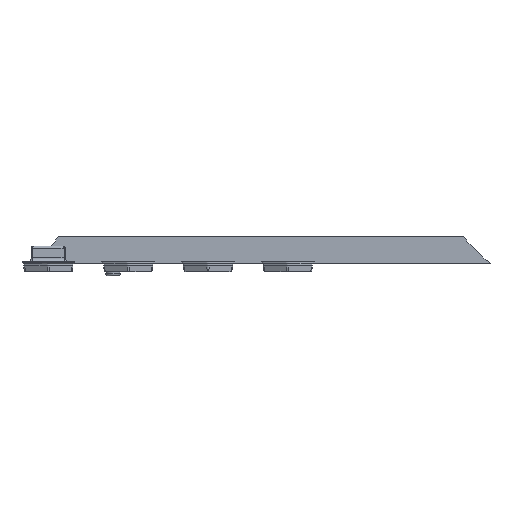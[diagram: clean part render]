
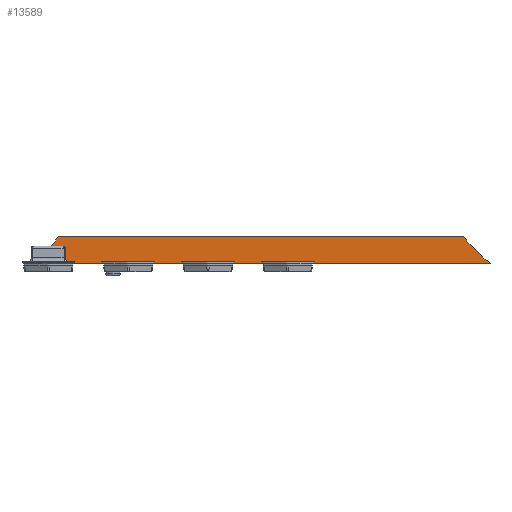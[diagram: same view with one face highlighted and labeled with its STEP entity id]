
A CAD part, front view. The second image highlights one B-rep face of the part: STEP entity #13589.
In plain terms, the highlighted planar face has unit normal (0, -1, 0).
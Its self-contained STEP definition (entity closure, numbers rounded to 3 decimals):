
#877=CIRCLE('',#14429,0.1);
#879=CIRCLE('',#14432,0.1);
#1402=FACE_OUTER_BOUND('',#2253,.T.);
#2253=EDGE_LOOP('',(#9236,#9237,#9238,#9239,#9240,#9241,#9242,#9243,#9244,
#9245,#9246,#9247,#9248,#9249));
#3104=LINE('',#18838,#4373);
#3111=LINE('',#18859,#4380);
#3113=LINE('',#18864,#4382);
#3128=LINE('',#18906,#4397);
#3143=LINE('',#18941,#4412);
#3158=LINE('',#18969,#4427);
#3217=LINE('',#19190,#4486);
#3218=LINE('',#19192,#4487);
#3219=LINE('',#19194,#4488);
#3220=LINE('',#19195,#4489);
#3221=LINE('',#19197,#4490);
#3222=LINE('',#19198,#4491);
#4373=VECTOR('',#15476,10.);
#4380=VECTOR('',#15497,10.);
#4382=VECTOR('',#15501,10.);
#4397=VECTOR('',#15540,10.);
#4412=VECTOR('',#15571,10.);
#4427=VECTOR('',#15594,10.);
#4486=VECTOR('',#15761,10.);
#4487=VECTOR('',#15762,10.);
#4488=VECTOR('',#15763,10.);
#4489=VECTOR('',#15764,10.);
#4490=VECTOR('',#15765,10.);
#4491=VECTOR('',#15766,10.);
#5642=VERTEX_POINT('',#18835);
#5643=VERTEX_POINT('',#18837);
#5645=VERTEX_POINT('',#18843);
#5648=VERTEX_POINT('',#18851);
#5649=VERTEX_POINT('',#18855);
#5652=VERTEX_POINT('',#18862);
#5667=VERTEX_POINT('',#18905);
#5678=VERTEX_POINT('',#18938);
#5679=VERTEX_POINT('',#18940);
#5688=VERTEX_POINT('',#18967);
#5796=VERTEX_POINT('',#19189);
#5797=VERTEX_POINT('',#19191);
#5798=VERTEX_POINT('',#19193);
#5799=VERTEX_POINT('',#19196);
#6918=EDGE_CURVE('',#5642,#5643,#3104,.T.);
#6923=EDGE_CURVE('',#5643,#5645,#877,.T.);
#6926=EDGE_CURVE('',#5648,#5642,#879,.T.);
#6929=EDGE_CURVE('',#5645,#5649,#3111,.T.);
#6931=EDGE_CURVE('',#5652,#5648,#3113,.T.);
#6952=EDGE_CURVE('',#5667,#5649,#3128,.T.);
#6969=EDGE_CURVE('',#5678,#5679,#3143,.T.);
#6984=EDGE_CURVE('',#5678,#5688,#3158,.T.);
#7094=EDGE_CURVE('',#5652,#5796,#3217,.T.);
#7095=EDGE_CURVE('',#5796,#5797,#3218,.T.);
#7096=EDGE_CURVE('',#5797,#5798,#3219,.T.);
#7097=EDGE_CURVE('',#5798,#5679,#3220,.T.);
#7098=EDGE_CURVE('',#5688,#5799,#3221,.T.);
#7099=EDGE_CURVE('',#5799,#5667,#3222,.T.);
#9236=ORIENTED_EDGE('',*,*,#6931,.F.);
#9237=ORIENTED_EDGE('',*,*,#7094,.T.);
#9238=ORIENTED_EDGE('',*,*,#7095,.T.);
#9239=ORIENTED_EDGE('',*,*,#7096,.T.);
#9240=ORIENTED_EDGE('',*,*,#7097,.T.);
#9241=ORIENTED_EDGE('',*,*,#6969,.F.);
#9242=ORIENTED_EDGE('',*,*,#6984,.T.);
#9243=ORIENTED_EDGE('',*,*,#7098,.T.);
#9244=ORIENTED_EDGE('',*,*,#7099,.T.);
#9245=ORIENTED_EDGE('',*,*,#6952,.T.);
#9246=ORIENTED_EDGE('',*,*,#6929,.F.);
#9247=ORIENTED_EDGE('',*,*,#6923,.F.);
#9248=ORIENTED_EDGE('',*,*,#6918,.F.);
#9249=ORIENTED_EDGE('',*,*,#6926,.F.);
#13228=PLANE('',#14512);
#13589=ADVANCED_FACE('',(#1402),#13228,.T.);
#14429=AXIS2_PLACEMENT_3D('',#18847,#15484,#15485);
#14432=AXIS2_PLACEMENT_3D('',#18853,#15491,#15492);
#14512=AXIS2_PLACEMENT_3D('',#19188,#15759,#15760);
#15476=DIRECTION('',(-1.,0.,0.));
#15484=DIRECTION('center_axis',(0.,1.,0.));
#15485=DIRECTION('ref_axis',(-0.924,0.,-0.383));
#15491=DIRECTION('center_axis',(0.,1.,0.));
#15492=DIRECTION('ref_axis',(0.924,0.,-0.383));
#15497=DIRECTION('',(0.707,0.,0.707));
#15501=DIRECTION('',(0.707,0.,-0.707));
#15540=DIRECTION('',(-0.823,0.,-0.568));
#15571=DIRECTION('',(1.,0.,0.));
#15594=DIRECTION('',(-0.707,0.,-0.707));
#15759=DIRECTION('center_axis',(0.,-1.,0.));
#15760=DIRECTION('ref_axis',(1.,0.,0.));
#15761=DIRECTION('',(-0.823,0.,0.568));
#15762=DIRECTION('',(-0.707,0.,0.707));
#15763=DIRECTION('',(0.,0.,1.));
#15764=DIRECTION('',(-0.707,0.,0.707));
#15765=DIRECTION('',(0.,0.,-1.));
#15766=DIRECTION('',(-0.707,0.,-0.707));
#18835=CARTESIAN_POINT('',(229.276,0.,0.2));
#18837=CARTESIAN_POINT('',(0.724,0.,0.2));
#18838=CARTESIAN_POINT('',(57.5,0.,0.2));
#18843=CARTESIAN_POINT('',(0.654,0.,0.371));
#18847=CARTESIAN_POINT('Origin',(0.724,0.,0.3));
#18851=CARTESIAN_POINT('',(229.346,0.,0.371));
#18853=CARTESIAN_POINT('Origin',(229.276,0.,0.3));
#18855=CARTESIAN_POINT('',(2.628,0.,2.345));
#18859=CARTESIAN_POINT('',(0.141,0.,-0.141));
#18862=CARTESIAN_POINT('',(227.372,0.,2.345));
#18864=CARTESIAN_POINT('',(171.501,0.,58.216));
#18905=CARTESIAN_POINT('',(3.54,0.,2.975));
#18906=CARTESIAN_POINT('',(0.734,0.,1.038));
#18938=CARTESIAN_POINT('',(13.6,0.,13.6));
#18940=CARTESIAN_POINT('',(216.4,0.,13.6));
#18941=CARTESIAN_POINT('',(57.5,0.,13.6));
#18967=CARTESIAN_POINT('',(12.025,0.,12.025));
#18969=CARTESIAN_POINT('',(6.013,0.,6.013));
#19188=CARTESIAN_POINT('Origin',(0.,0.,0.));
#19189=CARTESIAN_POINT('',(226.46,0.,2.975));
#19190=CARTESIAN_POINT('',(150.443,0.,55.423));
#19191=CARTESIAN_POINT('',(217.975,0.,11.46));
#19192=CARTESIAN_POINT('',(166.346,0.,63.088));
#19193=CARTESIAN_POINT('',(217.975,0.,12.025));
#19194=CARTESIAN_POINT('',(217.975,0.,6.013));
#19195=CARTESIAN_POINT('',(165.5,0.,64.5));
#19196=CARTESIAN_POINT('',(12.025,0.,11.46));
#19197=CARTESIAN_POINT('',(12.025,0.,5.73));
#19198=CARTESIAN_POINT('',(1.912,0.,1.346));
